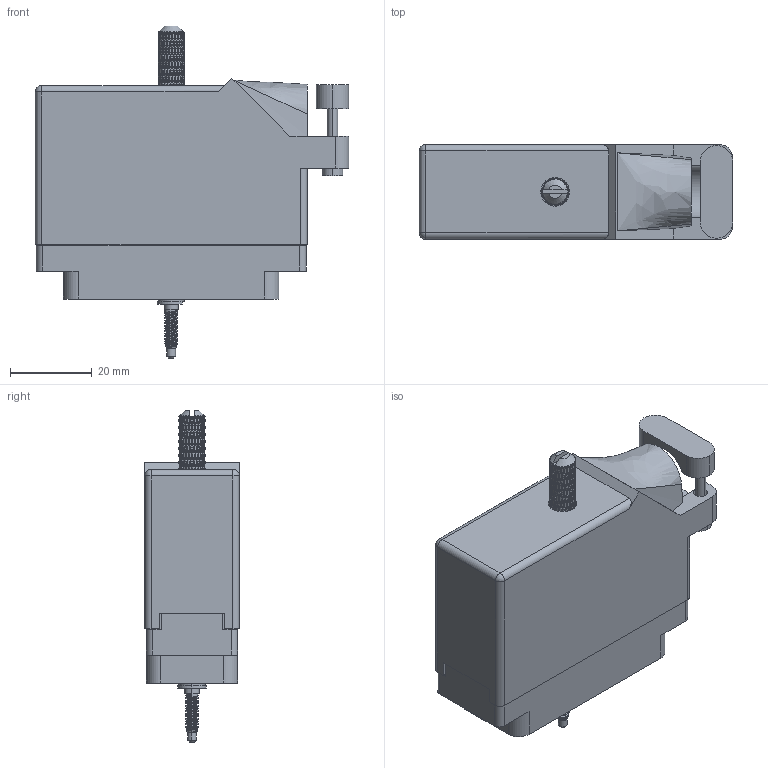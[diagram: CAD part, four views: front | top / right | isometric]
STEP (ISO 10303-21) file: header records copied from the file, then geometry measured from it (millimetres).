
FILE_DESCRIPTION (( 'STEP AP203' ), '1' );
FILE_NAME ('516-056-000-525.STEP', '2020-03-10T05:09:11', ( '' ), ( '' ), 'SwSTEP 2.0', 'SolidWorks 2016', '' );
FILE_SCHEMA (( 'CONFIG_CONTROL_DESIGN' ));
Length unit declared in the file: inch
Products named in the file (8): 516-251-035-100; 516-250-038-111; 516 Plug Insulator_056; 516-253-035-100; Actuating Screw Assy 038-056; 516-056-000-525; 516-253-138-107; 516-230-001_Plastic - 056 Side Entry
Assembly tree (8 placements, depth 3):
  516-056-000-525
    516 Plug Insulator_056
    516-230-001_Plastic - 056 Side Entry
    Actuating Screw Assy 038-056
      516-251-035-100
      516-253-035-100  x2
      516-253-138-107
      516-250-038-111
Bounding box: 76.5 x 23.11 x 81.03 mm (x, y, z)
Volume: 25711 mm3; surface area: 34328 mm2
Topology: 7 solids, 7 shells, 2689 faces, 6784 edges, 4132 vertices
Faces by surface type: plane 1010, bspline 1009, cylinder 648, cone 20, sphere 2
Entity records: 110222 total; most frequent: CARTESIAN_POINT 55845, ORIENTED_EDGE 13540, DIRECTION 8582, EDGE_CURVE 6770, VERTEX_POINT 4124, VECTOR 2976, LINE 2976, EDGE_LOOP 2844
